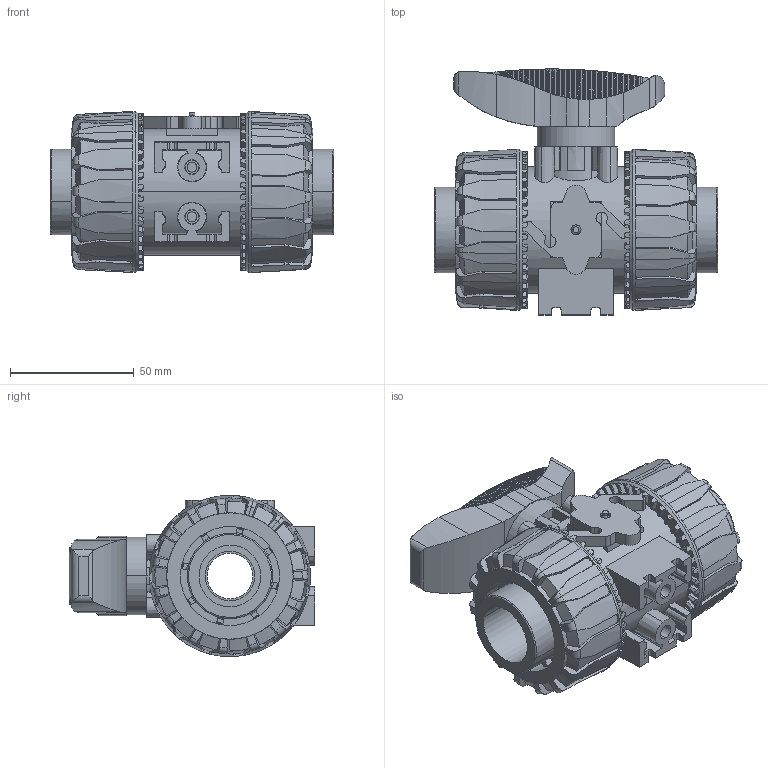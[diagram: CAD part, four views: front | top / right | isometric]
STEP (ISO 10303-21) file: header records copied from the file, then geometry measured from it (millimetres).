
FILE_DESCRIPTION(('STEP AP214'),'1');
FILE_NAME('vkdim025f.stp','2018-03-06T12:00:18',('TraceParts'),('TraceParts S.A.'),'Spatial InterOp 3D',' ',' ');
FILE_SCHEMA(('automotive_design'));
Length unit declared in the file: millimetre
Products named in the file (7): vkdim025f_1; vkdim025f_2; vkdim025f_3; vkdim025f_4; vkdim025f_5; vkdim025f_6; vkdim025f_7
Bounding box: 114.2 x 99.23 x 65 mm (x, y, z)
Volume: 293139.5 mm3; surface area: 80463.2 mm2
Topology: 7 solids, 7 shells, 1831 faces, 5124 edges, 3338 vertices
Faces by surface type: plane 954, cylinder 435, cone 378, torus 58, bspline 6
Entity records: 79069 total; most frequent: CARTESIAN_POINT 17481, ORIENTED_EDGE 10248, DIRECTION 9890, EDGE_CURVE 5124, AXIS2_PLACEMENT_3D 4008, VERTEX_POINT 3338, EDGE_LOOP 1874, LINE 1874
